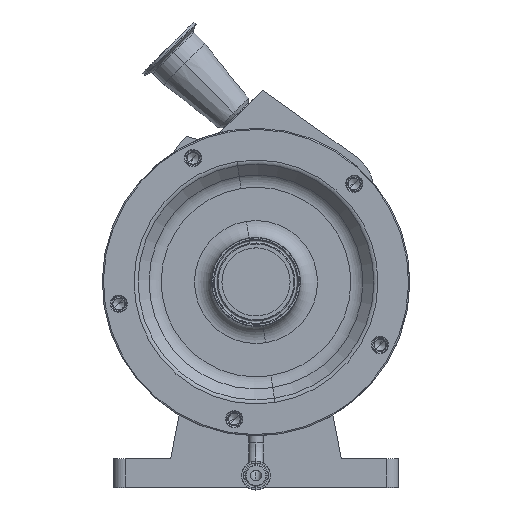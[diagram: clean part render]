
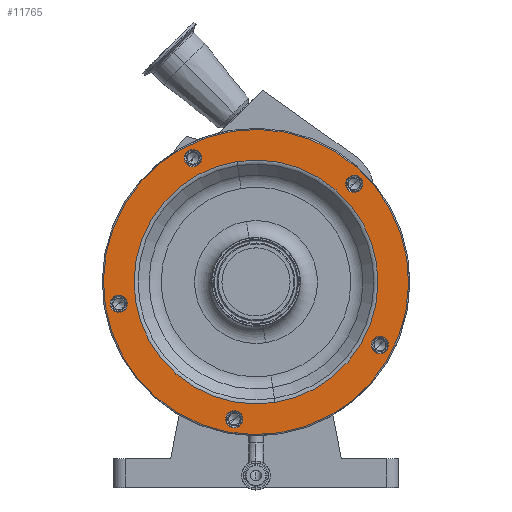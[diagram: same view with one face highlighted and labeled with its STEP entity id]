
A CAD part, top view. The second image highlights one B-rep face of the part: STEP entity #11765.
In plain terms, the highlighted planar face has unit normal (0, 0, 1).
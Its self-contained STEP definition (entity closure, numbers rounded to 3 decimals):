
#57 = EDGE_CURVE ( 'NONE', #1053, #11057, #10588, .T. ) ;
#192 = DIRECTION ( 'NONE',  ( 0.156, -0.988, 0. ) ) ;
#490 = DIRECTION ( 'NONE',  ( 0.156, -0.988, 0. ) ) ;
#584 = CARTESIAN_POINT ( 'NONE',  ( -121.694, -11.535, 209.5 ) ) ;
#719 = AXIS2_PLACEMENT_3D ( 'NONE', #11714, #2580, #6512 ) ;
#757 = CARTESIAN_POINT ( 'NONE',  ( -119.302, -26.635, 209.5 ) ) ;
#958 = CIRCLE ( 'NONE', #4148, 7.644 ) ;
#1021 = ORIENTED_EDGE ( 'NONE', *, *, #5898, .T. ) ;
#1053 = VERTEX_POINT ( 'NONE', #8614 ) ;
#1054 = CARTESIAN_POINT ( 'NONE',  ( 86.267, 86.267, 209.5 ) ) ;
#1055 = CARTESIAN_POINT ( 'NONE',  ( -20.962, 132.35, 209.5 ) ) ;
#1078 = DIRECTION ( 'NONE',  ( 0.156, -0.988, 0. ) ) ;
#1196 = VERTEX_POINT ( 'NONE', #11892 ) ;
#1379 = ORIENTED_EDGE ( 'NONE', *, *, #10838, .T. ) ;
#1400 = VERTEX_POINT ( 'NONE', #11146 ) ;
#1525 = AXIS2_PLACEMENT_3D ( 'NONE', #4630, #4831, #490 ) ;
#1625 = ORIENTED_EDGE ( 'NONE', *, *, #5014, .T. ) ;
#1932 = FACE_BOUND ( 'NONE', #10343, .T. ) ;
#1952 = DIRECTION ( 'NONE',  ( 0., 0., -1. ) ) ;
#1963 = ORIENTED_EDGE ( 'NONE', *, *, #6793, .T. ) ;
#2183 = VERTEX_POINT ( 'NONE', #1055 ) ;
#2423 = VERTEX_POINT ( 'NONE', #757 ) ;
#2428 = DIRECTION ( 'NONE',  ( 0.156, -0.988, 0. ) ) ;
#2574 = EDGE_LOOP ( 'NONE', ( #5154, #1021 ) ) ;
#2580 = DIRECTION ( 'NONE',  ( 0., 0., -1. ) ) ;
#2694 = AXIS2_PLACEMENT_3D ( 'NONE', #2866, #12931, #7862 ) ;
#2866 = CARTESIAN_POINT ( 'NONE',  ( 108.703, -55.387, 209.5 ) ) ;
#2999 = DIRECTION ( 'NONE',  ( 0.156, -0.988, 0. ) ) ;
#3128 = CARTESIAN_POINT ( 'NONE',  ( -132.35, -20.962, 209.5 ) ) ;
#3172 = CIRCLE ( 'NONE', #12312, 7.644 ) ;
#3258 = CARTESIAN_POINT ( 'NONE',  ( -20.281, -112.948, 209.5 ) ) ;
#3273 = EDGE_LOOP ( 'NONE', ( #9326, #6690 ) ) ;
#3585 = CIRCLE ( 'NONE', #5721, 7.644 ) ;
#3612 = CARTESIAN_POINT ( 'NONE',  ( 0., 0., 209.5 ) ) ;
#3691 = CARTESIAN_POINT ( 'NONE',  ( 87.463, 78.717, 209.5 ) ) ;
#3701 = EDGE_CURVE ( 'NONE', #5738, #2183, #3734, .T. ) ;
#3734 = CIRCLE ( 'NONE', #12675, 134. ) ;
#3774 = CARTESIAN_POINT ( 'NONE',  ( 109.899, -62.936, 209.5 ) ) ;
#3779 = EDGE_CURVE ( 'NONE', #6008, #10707, #12050, .T. ) ;
#3832 = EDGE_CURVE ( 'NONE', #2183, #5738, #3963, .T. ) ;
#3855 = VERTEX_POINT ( 'NONE', #4810 ) ;
#3963 = CIRCLE ( 'NONE', #7560, 134. ) ;
#4087 = CIRCLE ( 'NONE', #1525, 107.071 ) ;
#4111 = ORIENTED_EDGE ( 'NONE', *, *, #57, .T. ) ;
#4138 = CARTESIAN_POINT ( 'NONE',  ( 0., 0., 209.5 ) ) ;
#4148 = AXIS2_PLACEMENT_3D ( 'NONE', #6743, #5756, #5813 ) ;
#4189 = EDGE_CURVE ( 'NONE', #8369, #1196, #12903, .T. ) ;
#4266 = EDGE_LOOP ( 'NONE', ( #9382, #9129 ) ) ;
#4352 = DIRECTION ( 'NONE',  ( 0.156, -0.988, 0. ) ) ;
#4379 = AXIS2_PLACEMENT_3D ( 'NONE', #1054, #9925, #2999 ) ;
#4433 = CIRCLE ( 'NONE', #4648, 7.644 ) ;
#4537 = VERTEX_POINT ( 'NONE', #8374 ) ;
#4630 = CARTESIAN_POINT ( 'NONE',  ( 0., 0., 209.5 ) ) ;
#4648 = AXIS2_PLACEMENT_3D ( 'NONE', #6675, #10553, #9759 ) ;
#4810 = CARTESIAN_POINT ( 'NONE',  ( -56.583, 116.252, 209.5 ) ) ;
#4831 = DIRECTION ( 'NONE',  ( 0., 0., -1. ) ) ;
#4897 = DIRECTION ( 'NONE',  ( 0.156, -0.988, 0. ) ) ;
#5014 = EDGE_CURVE ( 'NONE', #11057, #1053, #4087, .T. ) ;
#5069 = FACE_BOUND ( 'NONE', #3273, .T. ) ;
#5154 = ORIENTED_EDGE ( 'NONE', *, *, #8178, .T. ) ;
#5409 = AXIS2_PLACEMENT_3D ( 'NONE', #11383, #7067, #192 ) ;
#5721 = AXIS2_PLACEMENT_3D ( 'NONE', #8356, #9415, #4352 ) ;
#5738 = VERTEX_POINT ( 'NONE', #8848 ) ;
#5756 = DIRECTION ( 'NONE',  ( 0., 0., -1. ) ) ;
#5813 = DIRECTION ( 'NONE',  ( 0.156, -0.988, 0. ) ) ;
#5898 = EDGE_CURVE ( 'NONE', #2423, #6862, #11139, .T. ) ;
#5932 = FACE_BOUND ( 'NONE', #4266, .T. ) ;
#5952 = CARTESIAN_POINT ( 'NONE',  ( 86.267, 86.267, 209.5 ) ) ;
#6008 = VERTEX_POINT ( 'NONE', #3691 ) ;
#6020 = DIRECTION ( 'NONE',  ( 0., 0., -1. ) ) ;
#6121 = CARTESIAN_POINT ( 'NONE',  ( 85.071, 93.817, 209.5 ) ) ;
#6223 = ORIENTED_EDGE ( 'NONE', *, *, #11685, .T. ) ;
#6512 = DIRECTION ( 'NONE',  ( 0.156, -0.988, 0. ) ) ;
#6675 = CARTESIAN_POINT ( 'NONE',  ( -55.387, 108.703, 209.5 ) ) ;
#6690 = ORIENTED_EDGE ( 'NONE', *, *, #8924, .T. ) ;
#6725 = EDGE_LOOP ( 'NONE', ( #4111, #1625 ) ) ;
#6743 = CARTESIAN_POINT ( 'NONE',  ( -19.085, -120.498, 209.5 ) ) ;
#6793 = EDGE_CURVE ( 'NONE', #4537, #8239, #10305, .T. ) ;
#6862 = VERTEX_POINT ( 'NONE', #584 ) ;
#6879 = CARTESIAN_POINT ( 'NONE',  ( -55.387, 108.703, 209.5 ) ) ;
#7067 = DIRECTION ( 'NONE',  ( 0., 0., -1. ) ) ;
#7152 = AXIS2_PLACEMENT_3D ( 'NONE', #5952, #7809, #12004 ) ;
#7560 = AXIS2_PLACEMENT_3D ( 'NONE', #11077, #1952, #10014 ) ;
#7809 = DIRECTION ( 'NONE',  ( 0., 0., -1. ) ) ;
#7862 = DIRECTION ( 'NONE',  ( 0.156, -0.988, 0. ) ) ;
#7872 = ORIENTED_EDGE ( 'NONE', *, *, #3779, .T. ) ;
#7989 = FACE_BOUND ( 'NONE', #2574, .T. ) ;
#8132 = ORIENTED_EDGE ( 'NONE', *, *, #3701, .F. ) ;
#8178 = EDGE_CURVE ( 'NONE', #6862, #2423, #11160, .T. ) ;
#8239 = VERTEX_POINT ( 'NONE', #3258 ) ;
#8356 = CARTESIAN_POINT ( 'NONE',  ( 108.703, -55.387, 209.5 ) ) ;
#8362 = DIRECTION ( 'NONE',  ( 0., 0., -1. ) ) ;
#8369 = VERTEX_POINT ( 'NONE', #3774 ) ;
#8370 = PLANE ( 'NONE',  #13119 ) ;
#8374 = CARTESIAN_POINT ( 'NONE',  ( -17.889, -128.048, 209.5 ) ) ;
#8614 = CARTESIAN_POINT ( 'NONE',  ( 16.75, -105.753, 209.5 ) ) ;
#8680 = EDGE_CURVE ( 'NONE', #1196, #8369, #3585, .T. ) ;
#8793 = EDGE_CURVE ( 'NONE', #3855, #1400, #4433, .T. ) ;
#8848 = CARTESIAN_POINT ( 'NONE',  ( 20.962, -132.35, 209.5 ) ) ;
#8924 = EDGE_CURVE ( 'NONE', #1400, #3855, #3172, .T. ) ;
#9129 = ORIENTED_EDGE ( 'NONE', *, *, #4189, .T. ) ;
#9130 = FACE_OUTER_BOUND ( 'NONE', #12201, .T. ) ;
#9326 = ORIENTED_EDGE ( 'NONE', *, *, #8793, .T. ) ;
#9382 = ORIENTED_EDGE ( 'NONE', *, *, #8680, .T. ) ;
#9415 = DIRECTION ( 'NONE',  ( 0., 0., -1. ) ) ;
#9423 = AXIS2_PLACEMENT_3D ( 'NONE', #12558, #8362, #2428 ) ;
#9545 = DIRECTION ( 'NONE',  ( 0., 0., -1. ) ) ;
#9759 = DIRECTION ( 'NONE',  ( 0.156, -0.988, 0. ) ) ;
#9925 = DIRECTION ( 'NONE',  ( 0., 0., -1. ) ) ;
#9961 = AXIS2_PLACEMENT_3D ( 'NONE', #4138, #12342, #1078 ) ;
#10014 = DIRECTION ( 'NONE',  ( 0.156, -0.988, 0. ) ) ;
#10055 = FACE_BOUND ( 'NONE', #13093, .T. ) ;
#10305 = CIRCLE ( 'NONE', #719, 7.644 ) ;
#10343 = EDGE_LOOP ( 'NONE', ( #6223, #7872 ) ) ;
#10377 = DIRECTION ( 'NONE',  ( 0., 0., -1. ) ) ;
#10553 = DIRECTION ( 'NONE',  ( 0., 0., -1. ) ) ;
#10588 = CIRCLE ( 'NONE', #9961, 107.071 ) ;
#10616 = ORIENTED_EDGE ( 'NONE', *, *, #3832, .F. ) ;
#10707 = VERTEX_POINT ( 'NONE', #6121 ) ;
#10838 = EDGE_CURVE ( 'NONE', #8239, #4537, #958, .T. ) ;
#11057 = VERTEX_POINT ( 'NONE', #12344 ) ;
#11077 = CARTESIAN_POINT ( 'NONE',  ( 0., 0., 209.5 ) ) ;
#11139 = CIRCLE ( 'NONE', #9423, 7.644 ) ;
#11146 = CARTESIAN_POINT ( 'NONE',  ( -54.191, 101.153, 209.5 ) ) ;
#11160 = CIRCLE ( 'NONE', #5409, 7.644 ) ;
#11255 = DIRECTION ( 'NONE',  ( 0.156, -0.988, 0. ) ) ;
#11383 = CARTESIAN_POINT ( 'NONE',  ( -120.498, -19.085, 209.5 ) ) ;
#11685 = EDGE_CURVE ( 'NONE', #10707, #6008, #12068, .T. ) ;
#11714 = CARTESIAN_POINT ( 'NONE',  ( -19.085, -120.498, 209.5 ) ) ;
#11736 = DIRECTION ( 'NONE',  ( 0.156, -0.988, 0. ) ) ;
#11765 = ADVANCED_FACE ( 'NONE', ( #5069, #1932, #5932, #10055, #7989, #9130, #13190 ), #8370, .F. ) ;
#11892 = CARTESIAN_POINT ( 'NONE',  ( 107.507, -47.837, 209.5 ) ) ;
#12004 = DIRECTION ( 'NONE',  ( 0.156, -0.988, 0. ) ) ;
#12050 = CIRCLE ( 'NONE', #7152, 7.644 ) ;
#12068 = CIRCLE ( 'NONE', #4379, 7.644 ) ;
#12201 = EDGE_LOOP ( 'NONE', ( #8132, #10616 ) ) ;
#12312 = AXIS2_PLACEMENT_3D ( 'NONE', #6879, #6020, #4897 ) ;
#12342 = DIRECTION ( 'NONE',  ( 0., 0., -1. ) ) ;
#12344 = CARTESIAN_POINT ( 'NONE',  ( -16.75, 105.753, 209.5 ) ) ;
#12558 = CARTESIAN_POINT ( 'NONE',  ( -120.498, -19.085, 209.5 ) ) ;
#12675 = AXIS2_PLACEMENT_3D ( 'NONE', #3612, #9545, #11736 ) ;
#12903 = CIRCLE ( 'NONE', #2694, 7.644 ) ;
#12931 = DIRECTION ( 'NONE',  ( 0., 0., -1. ) ) ;
#13093 = EDGE_LOOP ( 'NONE', ( #1379, #1963 ) ) ;
#13119 = AXIS2_PLACEMENT_3D ( 'NONE', #3128, #10377, #11255 ) ;
#13190 = FACE_BOUND ( 'NONE', #6725, .T. ) ;
